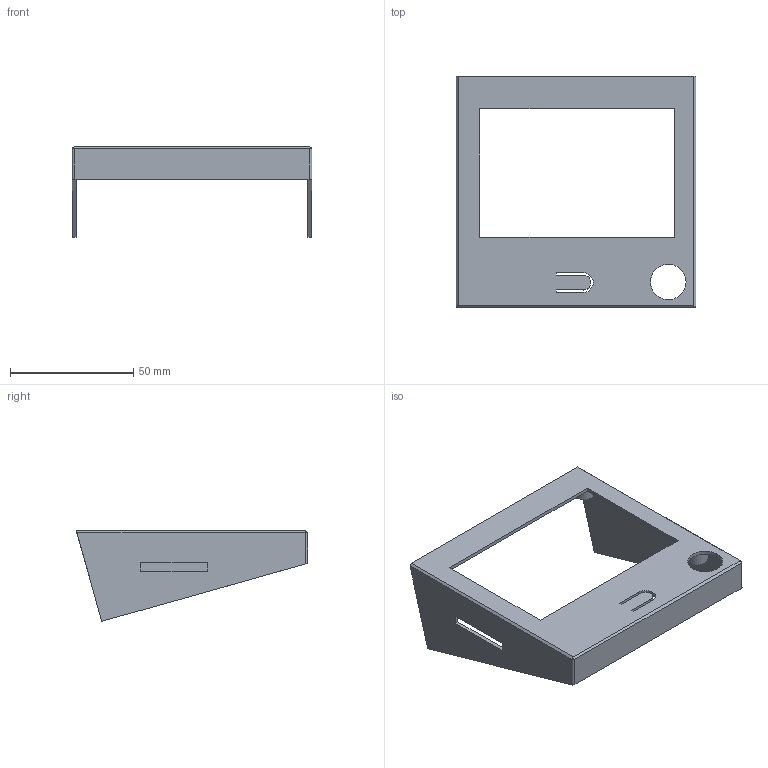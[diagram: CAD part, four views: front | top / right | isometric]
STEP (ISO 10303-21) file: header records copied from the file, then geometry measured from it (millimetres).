
FILE_DESCRIPTION(/* description */ (''),/* implementation_level */ '2;1');
FILE_NAME(/* name */ 'Boitier.step',/* time_stamp */ '2018-12-01T14:40:11+01:00',/* author */ (''),/* organization */ (''),/* preprocessor_version */ 'ST-DEVELOPER v17.2',/* originating_system */ 'Autodesk Translation Framework v7.6.0.251',/* authorisation */ '');
FILE_SCHEMA (('AUTOMOTIVE_DESIGN { 1 0 10303 214 3 1 1 }'));
Length unit declared in the file: millimetre
Products named in the file (1): Boitier
Bounding box: 97.4 x 94.04 x 36.87 mm (x, y, z)
Volume: 16870.5 mm3; surface area: 22017.9 mm2
Topology: 1 solids, 1 shells, 58 faces, 151 edges, 97 vertices
Faces by surface type: plane 38, cylinder 13, bspline 4, cone 3
Full cylindrical faces by diameter (mm): 2.8 x4, 6 x1, 14.38 x1
Entity records: 1904 total; most frequent: CARTESIAN_POINT 409, DIRECTION 302, ORIENTED_EDGE 298, EDGE_CURVE 149, LINE 106, VECTOR 106, AXIS2_PLACEMENT_3D 98, VERTEX_POINT 97
